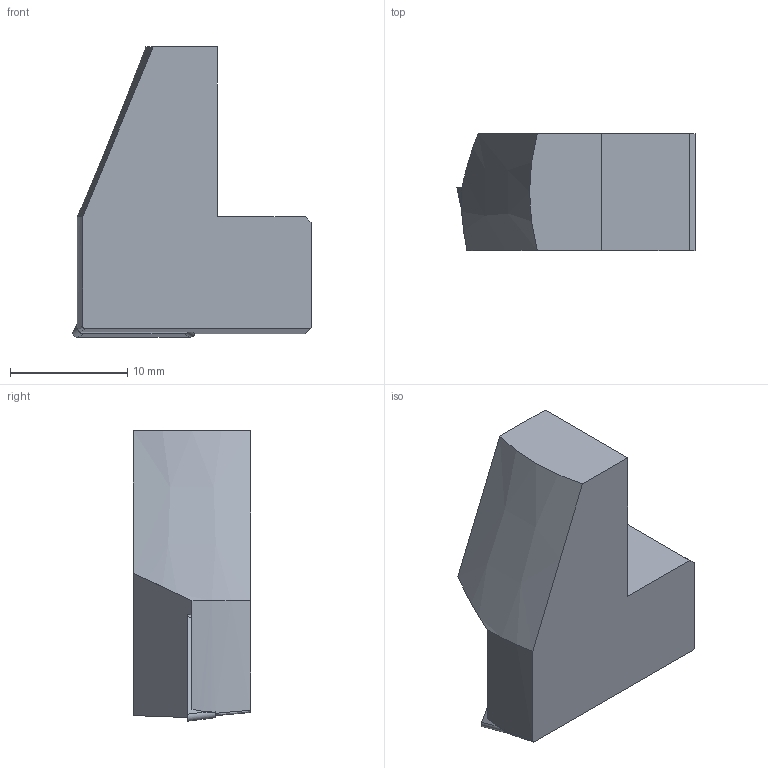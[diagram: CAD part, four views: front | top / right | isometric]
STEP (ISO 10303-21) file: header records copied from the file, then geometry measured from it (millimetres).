
FILE_DESCRIPTION(/* description */ (''),/* implementation_level */ '2;1');
FILE_NAME(/* name */ 'A72450.stp',/* time_stamp */ '2017-10-23T09:38:38+05:00',/* author */ (''),/* organization */ (''),/* preprocessor_version */ 'ST-DEVELOPER v16',/* originating_system */ 'SIEMENS PLM Software NX 11.0',/* authorisation */ '');
FILE_SCHEMA (('AUTOMOTIVE_DESIGN { 1 0 10303 214 3 1 1 1 }'));
Length unit declared in the file: millimetre
Products named in the file (1): A72450
Bounding box: 20.35 x 10 x 24.8 mm (x, y, z)
Volume: 2753.7 mm3; surface area: 1586.2 mm2
Topology: 2 solids, 2 shells, 28 faces, 72 edges, 48 vertices
Faces by surface type: plane 22, cylinder 4, bspline 1, cone 1
Entity records: 1001 total; most frequent: CARTESIAN_POINT 258, ORIENTED_EDGE 144, DIRECTION 137, EDGE_CURVE 72, LINE 55, VECTOR 55, VERTEX_POINT 48, AXIS2_PLACEMENT_3D 41
